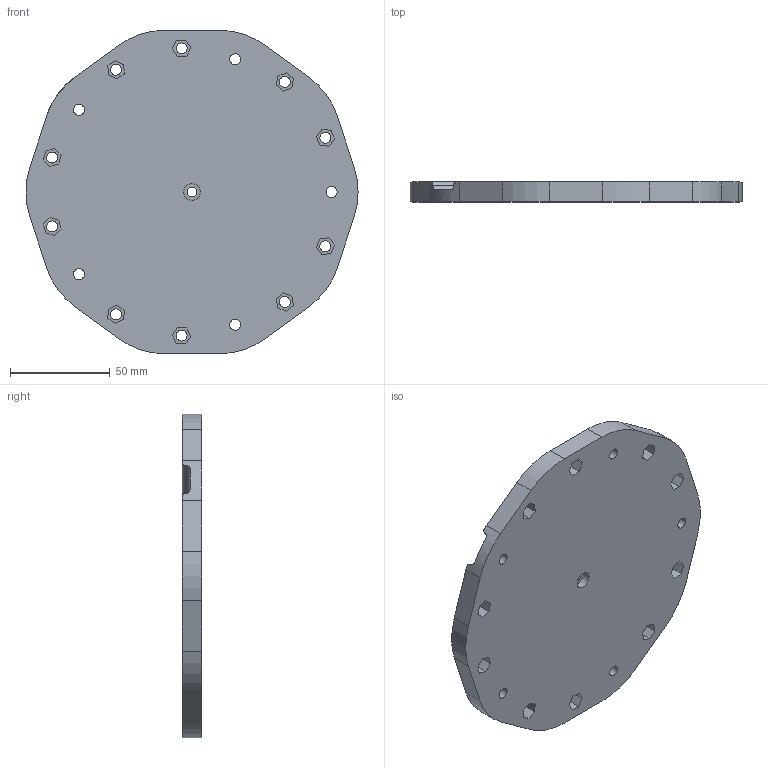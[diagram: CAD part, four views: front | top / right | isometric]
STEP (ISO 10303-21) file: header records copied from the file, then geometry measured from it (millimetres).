
FILE_DESCRIPTION(/* description */ (''),/* implementation_level */ '2;1');
FILE_NAME(/* name */ 'lidarCage.stp',/* time_stamp */ '2024-12-09T12:36:10-05:00',/* author */ ('derm'),/* organization */ (''),/* preprocessor_version */ 'ST-DEVELOPER v20',/* originating_system */ 'Autodesk Inventor 2025',/* authorisation */ '');
FILE_SCHEMA (('AUTOMOTIVE_DESIGN { 1 0 10303 214 3 1 1 }'));
Length unit declared in the file: millimetre
Products named in the file (1): lidarCage
Bounding box: 166.4 x 10 x 162.17 mm (x, y, z)
Volume: 187167.6 mm3; surface area: 50955.1 mm2
Topology: 1 solids, 1 shells, 118 faces, 311 edges, 206 vertices
Faces by surface type: plane 85, cylinder 33
Full cylindrical faces by diameter (mm): 5 x1, 5.5 x15, 8.5 x1
Entity records: 3786 total; most frequent: CARTESIAN_POINT 708, ORIENTED_EDGE 622, DIRECTION 601, EDGE_CURVE 311, LINE 243, VECTOR 243, VERTEX_POINT 206, AXIS2_PLACEMENT_3D 179
